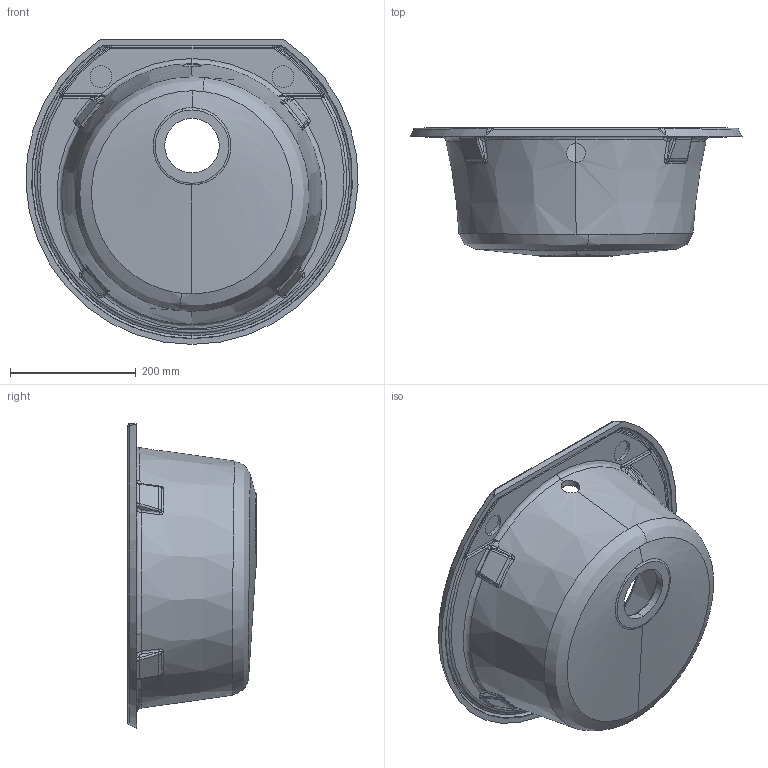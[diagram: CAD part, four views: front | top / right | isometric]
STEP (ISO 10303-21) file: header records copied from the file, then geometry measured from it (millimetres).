
FILE_DESCRIPTION (( 'STEP AP214' ), '1' );
FILE_NAME ('Tuluza.STEP', '2019-02-19T14:05:49', ( '' ), ( '' ), 'SwSTEP 2.0', 'SolidWorks 2018', '' );
FILE_SCHEMA (( 'AUTOMOTIVE_DESIGN' ));
Length unit declared in the file: millimetre
Products named in the file (2): Tuluza
Bounding box: 528.93 x 204 x 485.61 mm (x, y, z)
Volume: 4236600.2 mm3; surface area: 791546.5 mm2
Topology: 1 solids, 1 shells, 271 faces, 662 edges, 382 vertices
Faces by surface type: bspline 106, cylinder 60, torus 50, plane 34, cone 13, sphere 8
Entity records: 15637 total; most frequent: CARTESIAN_POINT 10062, ORIENTED_EDGE 1296, DIRECTION 1027, EDGE_CURVE 648, AXIS2_PLACEMENT_3D 454, VERTEX_POINT 382, CIRCLE 287, EDGE_LOOP 278
